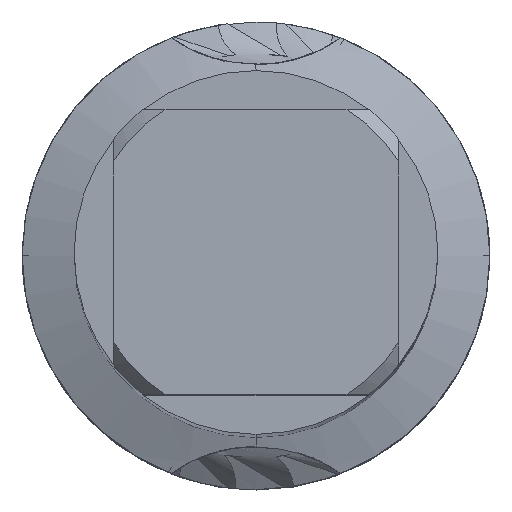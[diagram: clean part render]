
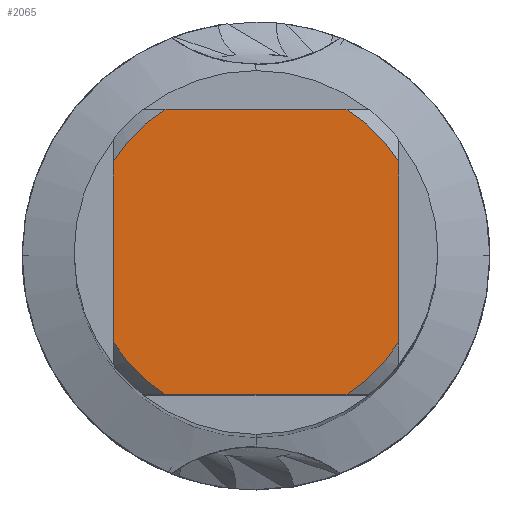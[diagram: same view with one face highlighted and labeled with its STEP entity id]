
A CAD part, top view. The second image highlights one B-rep face of the part: STEP entity #2065.
In plain terms, the highlighted planar face has unit normal (0, 0, 1).
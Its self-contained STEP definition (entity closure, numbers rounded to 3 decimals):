
#1145=VERTEX_POINT('',#3202);
#1171=VERTEX_POINT('',#3232);
#1241=EDGE_CURVE('',#1145,#1171,#3313,.T.);
#1257=VERTEX_POINT('',#3330);
#1553=EDGE_CURVE('',#1257,#2227,#3646,.T.);
#1653=VERTEX_POINT('',#3757);
#1729=EDGE_CURVE('',#2159,#1171,#3836,.T.);
#1843=EDGE_CURVE('',#1257,#1653,#3962,.T.);
#1955=EDGE_CURVE('',#2975,#2227,#4083,.T.);
#2045=EDGE_CURVE('',#1145,#2435,#4178,.T.);
#2065=ADVANCED_FACE('',(#4198),#4199,.T.);
#2159=VERTEX_POINT('',#4303);
#2227=VERTEX_POINT('',#4377);
#2435=VERTEX_POINT('',#4605);
#2845=EDGE_CURVE('',#2159,#1653,#5058,.T.);
#2975=VERTEX_POINT('',#5199);
#3035=EDGE_CURVE('',#2975,#2435,#5261,.T.);
#3202=CARTESIAN_POINT('',(-11.0,6.928,0.0));
#3232=CARTESIAN_POINT('',(-11.0,-6.928,0.0));
#3313=LINE('',#5786,#5787);
#3330=CARTESIAN_POINT('',(11.0,-6.928,0.0));
#3646=LINE('',#6670,#6671);
#3757=CARTESIAN_POINT('',(6.928,-11.0,0.0));
#3836=CIRCLE('',#7182,13.0);
#3962=CIRCLE('',#7478,13.0);
#4083=CIRCLE('',#7794,13.0);
#4178=CIRCLE('',#8034,13.0);
#4198=FACE_OUTER_BOUND('',#8106,.T.);
#4199=PLANE('',#8107);
#4303=CARTESIAN_POINT('',(-6.928,-11.0,0.0));
#4377=CARTESIAN_POINT('',(11.0,6.928,0.0));
#4605=CARTESIAN_POINT('',(-6.928,11.0,0.0));
#5058=LINE('',#11681,#11682);
#5199=CARTESIAN_POINT('',(6.928,11.0,0.0));
#5261=LINE('',#12127,#12128);
#5786=CARTESIAN_POINT('',(-11.0,3.25,0.0));
#5787=VECTOR('',#12513,1.0);
#6670=CARTESIAN_POINT('',(11.0,3.25,0.0));
#6671=VECTOR('',#12812,1.0);
#7182=AXIS2_PLACEMENT_3D('',#12973,#12974,#12975);
#7478=AXIS2_PLACEMENT_3D('',#13117,#13118,#13119);
#7794=AXIS2_PLACEMENT_3D('',#13248,#13249,#13250);
#8034=AXIS2_PLACEMENT_3D('',#13330,#13331,#13332);
#8106=EDGE_LOOP('',(#13342,#13343,#13344,#13345,#13346,#13347,#13348,#13349));
#8107=AXIS2_PLACEMENT_3D('',#13350,#13351,#13352);
#11681=CARTESIAN_POINT('',(0.0,-11.0,0.0));
#11682=VECTOR('',#14447,1.0);
#12127=CARTESIAN_POINT('',(0.0,11.0,0.0));
#12128=VECTOR('',#14637,1.0);
#12513=DIRECTION('',(-0.0,-1.0,0.0));
#12812=DIRECTION('',(-0.0,1.0,0.0));
#12973=CARTESIAN_POINT('',(0.0,0.0,0.0));
#12974=DIRECTION('',(0.0,0.0,-1.0));
#12975=DIRECTION('',(0.0,1.0,0.0));
#13117=CARTESIAN_POINT('',(0.0,0.0,0.0));
#13118=DIRECTION('',(0.0,0.0,-1.0));
#13119=DIRECTION('',(0.0,1.0,0.0));
#13248=CARTESIAN_POINT('',(0.0,0.0,0.0));
#13249=DIRECTION('',(0.0,0.0,-1.0));
#13250=DIRECTION('',(0.0,1.0,0.0));
#13330=CARTESIAN_POINT('',(0.0,0.0,0.0));
#13331=DIRECTION('',(0.0,0.0,-1.0));
#13332=DIRECTION('',(0.0,1.0,0.0));
#13342=ORIENTED_EDGE('',*,*,#1241,.T.);
#13343=ORIENTED_EDGE('',*,*,#1729,.F.);
#13344=ORIENTED_EDGE('',*,*,#2845,.T.);
#13345=ORIENTED_EDGE('',*,*,#1843,.F.);
#13346=ORIENTED_EDGE('',*,*,#1553,.T.);
#13347=ORIENTED_EDGE('',*,*,#1955,.F.);
#13348=ORIENTED_EDGE('',*,*,#3035,.T.);
#13349=ORIENTED_EDGE('',*,*,#2045,.F.);
#13350=CARTESIAN_POINT('',(0.0,6.5,0.0));
#13351=DIRECTION('',(-0.0,0.0,1.0));
#13352=DIRECTION('',(0.0,-1.0,0.0));
#14447=DIRECTION('',(1.0,0.0,0.0));
#14637=DIRECTION('',(-1.0,0.0,0.0));
